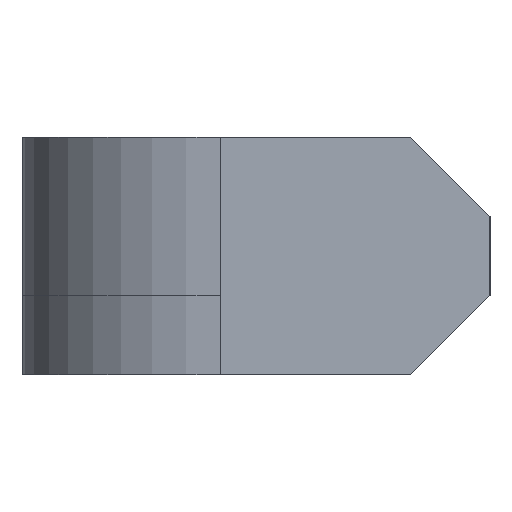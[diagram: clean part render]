
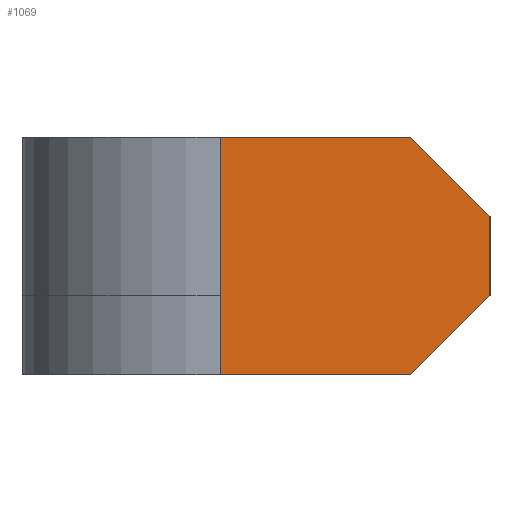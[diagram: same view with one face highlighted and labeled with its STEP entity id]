
A CAD part, left-side view. The second image highlights one B-rep face of the part: STEP entity #1069.
In plain terms, the highlighted planar face has unit normal (-1, 0, 0).
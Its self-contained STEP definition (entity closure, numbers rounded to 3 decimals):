
#6 = CARTESIAN_POINT ( 'NONE',  ( -36.4, 0., 0. ) ) ;
#16 = EDGE_CURVE ( 'NONE', #523, #365, #110, .T. ) ;
#20 = DIRECTION ( 'NONE',  ( -1., 0., 0. ) ) ;
#29 = EDGE_CURVE ( 'NONE', #523, #205, #836, .T. ) ;
#39 = DIRECTION ( 'NONE',  ( 0., 0., -1. ) ) ;
#45 = CARTESIAN_POINT ( 'NONE',  ( -36.4, 0.7, -1. ) ) ;
#83 = EDGE_LOOP ( 'NONE', ( #418, #430, #307, #832, #844, #950, #1153 ) ) ;
#101 = EDGE_CURVE ( 'NONE', #205, #791, #595, .T. ) ;
#110 = LINE ( 'NONE', #306, #650 ) ;
#141 = VECTOR ( 'NONE', #206, 1000. ) ;
#186 = FACE_OUTER_BOUND ( 'NONE', #83, .T. ) ;
#205 = VERTEX_POINT ( 'NONE', #976 ) ;
#206 = DIRECTION ( 'NONE',  ( 0., 0., -1. ) ) ;
#208 = VECTOR ( 'NONE', #254, 1000. ) ;
#215 = DIRECTION ( 'NONE',  ( 0., -0.707, 0.707 ) ) ;
#223 = VERTEX_POINT ( 'NONE', #356 ) ;
#254 = DIRECTION ( 'NONE',  ( 0., -0.707, -0.707 ) ) ;
#263 = CARTESIAN_POINT ( 'NONE',  ( -36.4, -1.7, -1. ) ) ;
#266 = VECTOR ( 'NONE', #39, 1000. ) ;
#303 = VECTOR ( 'NONE', #889, 1000. ) ;
#306 = CARTESIAN_POINT ( 'NONE',  ( -36.4, 0.7, 0. ) ) ;
#307 = ORIENTED_EDGE ( 'NONE', *, *, #563, .T. ) ;
#356 = CARTESIAN_POINT ( 'NONE',  ( -36.4, -2.7, 0. ) ) ;
#365 = VERTEX_POINT ( 'NONE', #420 ) ;
#381 = DIRECTION ( 'NONE',  ( 0., -1., 0. ) ) ;
#385 = CARTESIAN_POINT ( 'NONE',  ( -36.4, -2.7, 0. ) ) ;
#400 = EDGE_CURVE ( 'NONE', #365, #938, #416, .T. ) ;
#416 = LINE ( 'NONE', #45, #266 ) ;
#418 = ORIENTED_EDGE ( 'NONE', *, *, #16, .T. ) ;
#420 = CARTESIAN_POINT ( 'NONE',  ( -36.4, 0.7, 0. ) ) ;
#430 = ORIENTED_EDGE ( 'NONE', *, *, #400, .T. ) ;
#446 = VERTEX_POINT ( 'NONE', #1021 ) ;
#485 = VECTOR ( 'NONE', #215, 1000. ) ;
#523 = VERTEX_POINT ( 'NONE', #702 ) ;
#563 = EDGE_CURVE ( 'NONE', #938, #446, #792, .T. ) ;
#577 = CARTESIAN_POINT ( 'NONE',  ( -36.4, -2.7, 1. ) ) ;
#595 = LINE ( 'NONE', #577, #208 ) ;
#650 = VECTOR ( 'NONE', #654, 1000. ) ;
#654 = DIRECTION ( 'NONE',  ( 0., 0., -1. ) ) ;
#674 = CARTESIAN_POINT ( 'NONE',  ( -36.4, -2.7, 1. ) ) ;
#702 = CARTESIAN_POINT ( 'NONE',  ( -36.4, 0.7, 2. ) ) ;
#728 = LINE ( 'NONE', #1000, #141 ) ;
#763 = VECTOR ( 'NONE', #381, 1000. ) ;
#776 = EDGE_CURVE ( 'NONE', #446, #223, #831, .T. ) ;
#791 = VERTEX_POINT ( 'NONE', #674 ) ;
#792 = LINE ( 'NONE', #263, #303 ) ;
#805 = PLANE ( 'NONE',  #891 ) ;
#826 = CARTESIAN_POINT ( 'NONE',  ( -36.4, -1.2, 2. ) ) ;
#831 = LINE ( 'NONE', #385, #485 ) ;
#832 = ORIENTED_EDGE ( 'NONE', *, *, #776, .T. ) ;
#836 = LINE ( 'NONE', #826, #763 ) ;
#844 = ORIENTED_EDGE ( 'NONE', *, *, #1142, .F. ) ;
#889 = DIRECTION ( 'NONE',  ( 0., -1., 0. ) ) ;
#891 = AXIS2_PLACEMENT_3D ( 'NONE', #6, #20, #1092 ) ;
#938 = VERTEX_POINT ( 'NONE', #973 ) ;
#950 = ORIENTED_EDGE ( 'NONE', *, *, #101, .F. ) ;
#973 = CARTESIAN_POINT ( 'NONE',  ( -36.4, 0.7, -1. ) ) ;
#976 = CARTESIAN_POINT ( 'NONE',  ( -36.4, -1.7, 2. ) ) ;
#1000 = CARTESIAN_POINT ( 'NONE',  ( -36.4, -2.7, 0. ) ) ;
#1021 = CARTESIAN_POINT ( 'NONE',  ( -36.4, -1.7, -1. ) ) ;
#1069 = ADVANCED_FACE ( 'NONE', ( #186 ), #805, .T. ) ;
#1092 = DIRECTION ( 'NONE',  ( 0., 0., 1. ) ) ;
#1142 = EDGE_CURVE ( 'NONE', #791, #223, #728, .T. ) ;
#1153 = ORIENTED_EDGE ( 'NONE', *, *, #29, .F. ) ;
